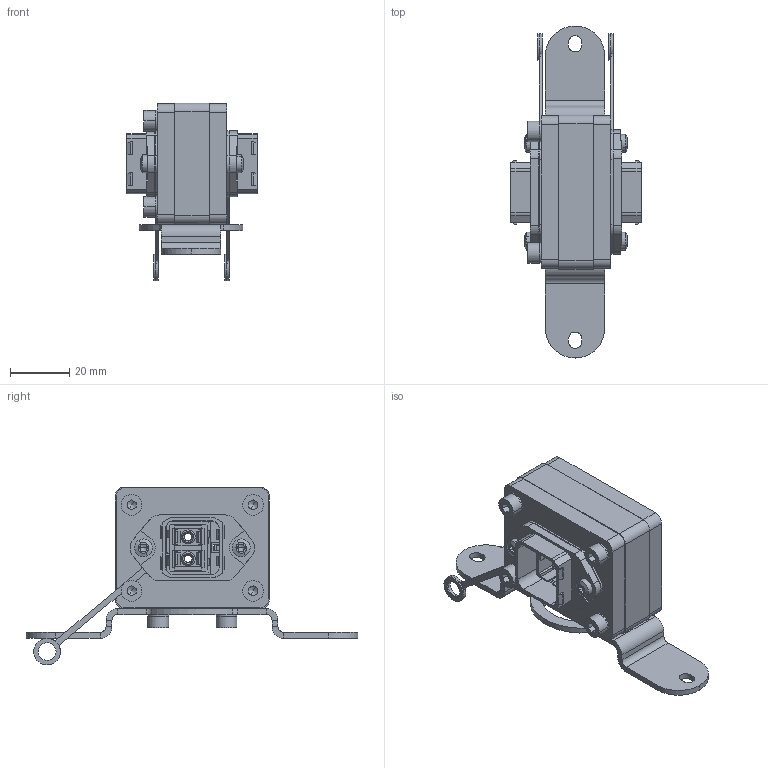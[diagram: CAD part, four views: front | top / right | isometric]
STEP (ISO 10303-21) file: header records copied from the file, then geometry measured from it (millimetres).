
FILE_DESCRIPTION(('CATIA V5 STEP Exchange','CAx-IF Rec.Pracs.--- Model Styling and Organization---1.5--- 2016-08-15','CAx-IF Rec.Pracs.---Supplemental Geometry---1.0---2011-11-01','CAx-IF Rec.Pracs.--- Composite Materials ---1.1---2010-07-15'),'2;1');
FILE_NAME ('011296-3_1', '2024-06-12T06:29:07+00:00', ('none'), ('Weidmueller'), 'CATIA Version 5-6 Release 2022 SP4 HF5', 'CATIA V5 STEP AP214 v3', 'none');
FILE_SCHEMA(('AUTOMOTIVE_DESIGN { 1 0 10303 214 1 1 1 1 }'));
Products named in the file (1): 1318150000
Bounding box: 43.9 x 112 x 60 mm (x, y, z)
Volume: 47065.8 mm3; surface area: 39584.4 mm2
Topology: 28 solids, 36 shells, 1545 faces, 4322 edges, 2864 vertices
Faces by surface type: plane 1048, cylinder 360, extrusion 60, cone 36, torus 32, sphere 8, bspline 1
Entity records: 54050 total; most frequent: CARTESIAN_POINT 16442, ORIENTED_EDGE 8628, DIRECTION 6217, EDGE_CURVE 4314, VECTOR 3272, LINE 3212, VERTEX_POINT 2864, AXIS2_PLACEMENT_3D 1796
